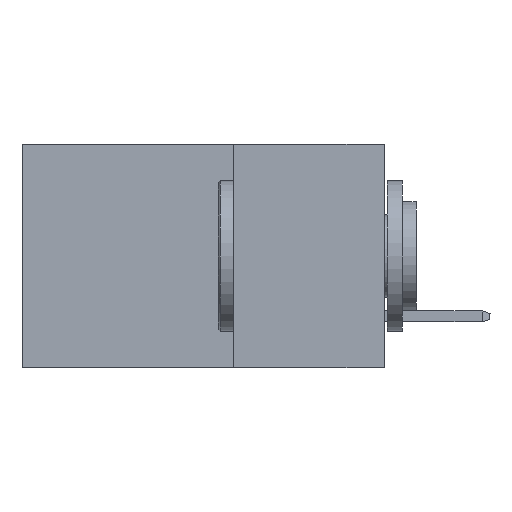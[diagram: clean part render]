
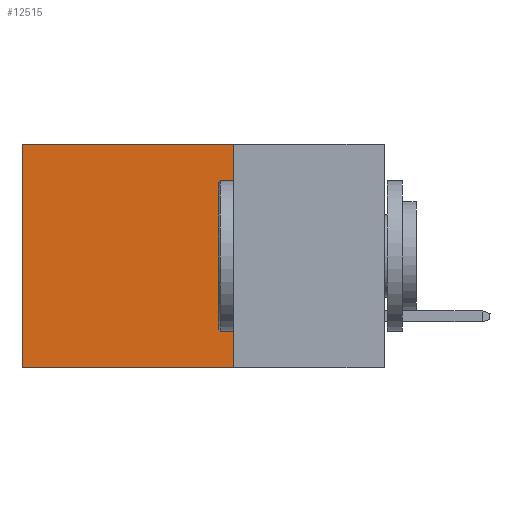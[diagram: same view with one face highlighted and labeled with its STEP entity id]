
A CAD part, left-side view. The second image highlights one B-rep face of the part: STEP entity #12515.
In plain terms, the highlighted planar face has unit normal (-1, 0, 0).
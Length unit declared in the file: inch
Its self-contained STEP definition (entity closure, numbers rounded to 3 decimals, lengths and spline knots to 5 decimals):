
#459 = CARTESIAN_POINT ( 'NONE',  ( 0.2615, 0.25, 0. ) ) ;
#1065 = VECTOR ( 'NONE', #3373, 39.37008 ) ;
#1634 = VERTEX_POINT ( 'NONE', #6992 ) ;
#1737 = FACE_OUTER_BOUND ( 'NONE', #2283, .T. ) ;
#2263 = DIRECTION ( 'NONE',  ( 0., 0., -1. ) ) ;
#2283 = EDGE_LOOP ( 'NONE', ( #4350, #16638, #12384, #14147 ) ) ;
#3373 = DIRECTION ( 'NONE',  ( 0., 1., 0. ) ) ;
#3377 = DIRECTION ( 'NONE',  ( 0., 0., -1. ) ) ;
#4350 = ORIENTED_EDGE ( 'NONE', *, *, #16093, .T. ) ;
#4374 = EDGE_CURVE ( 'NONE', #1634, #4617, #16387, .T. ) ;
#4617 = VERTEX_POINT ( 'NONE', #11444 ) ;
#4765 = PLANE ( 'NONE',  #7390 ) ;
#5855 = VERTEX_POINT ( 'NONE', #15778 ) ;
#6992 = CARTESIAN_POINT ( 'NONE',  ( 0.2615, 0.25, 0. ) ) ;
#7390 = AXIS2_PLACEMENT_3D ( 'NONE', #11986, #17677, #14914 ) ;
#8244 = DIRECTION ( 'NONE',  ( 0., 1., 0. ) ) ;
#9288 = LINE ( 'NONE', #12403, #18048 ) ;
#9353 = VERTEX_POINT ( 'NONE', #17199 ) ;
#9821 = VECTOR ( 'NONE', #8244, 39.37008 ) ;
#10639 = VECTOR ( 'NONE', #3377, 39.37008 ) ;
#11444 = CARTESIAN_POINT ( 'NONE',  ( 0.2615, 0.25, -0.37 ) ) ;
#11986 = CARTESIAN_POINT ( 'NONE',  ( 0.2615, 0.25, -0.37 ) ) ;
#12205 = LINE ( 'NONE', #459, #1065 ) ;
#12384 = ORIENTED_EDGE ( 'NONE', *, *, #4374, .F. ) ;
#12403 = CARTESIAN_POINT ( 'NONE',  ( 0.2615, 0.6, -0.37 ) ) ;
#12515 = ADVANCED_FACE ( 'NONE', ( #1737 ), #4765, .F. ) ;
#12625 = EDGE_CURVE ( 'NONE', #4617, #5855, #15372, .T. ) ;
#13092 = EDGE_CURVE ( 'NONE', #1634, #9353, #12205, .T. ) ;
#14147 = ORIENTED_EDGE ( 'NONE', *, *, #13092, .T. ) ;
#14914 = DIRECTION ( 'NONE',  ( 0., 0., -1. ) ) ;
#15372 = LINE ( 'NONE', #17865, #9821 ) ;
#15778 = CARTESIAN_POINT ( 'NONE',  ( 0.2615, 0.6, -0.37 ) ) ;
#16093 = EDGE_CURVE ( 'NONE', #9353, #5855, #9288, .T. ) ;
#16387 = LINE ( 'NONE', #16578, #10639 ) ;
#16578 = CARTESIAN_POINT ( 'NONE',  ( 0.2615, 0.25, -0.37 ) ) ;
#16638 = ORIENTED_EDGE ( 'NONE', *, *, #12625, .F. ) ;
#17199 = CARTESIAN_POINT ( 'NONE',  ( 0.2615, 0.6, 0. ) ) ;
#17677 = DIRECTION ( 'NONE',  ( 1., 0., 0. ) ) ;
#17865 = CARTESIAN_POINT ( 'NONE',  ( 0.2615, 0.25, -0.37 ) ) ;
#18048 = VECTOR ( 'NONE', #2263, 39.37008 ) ;
